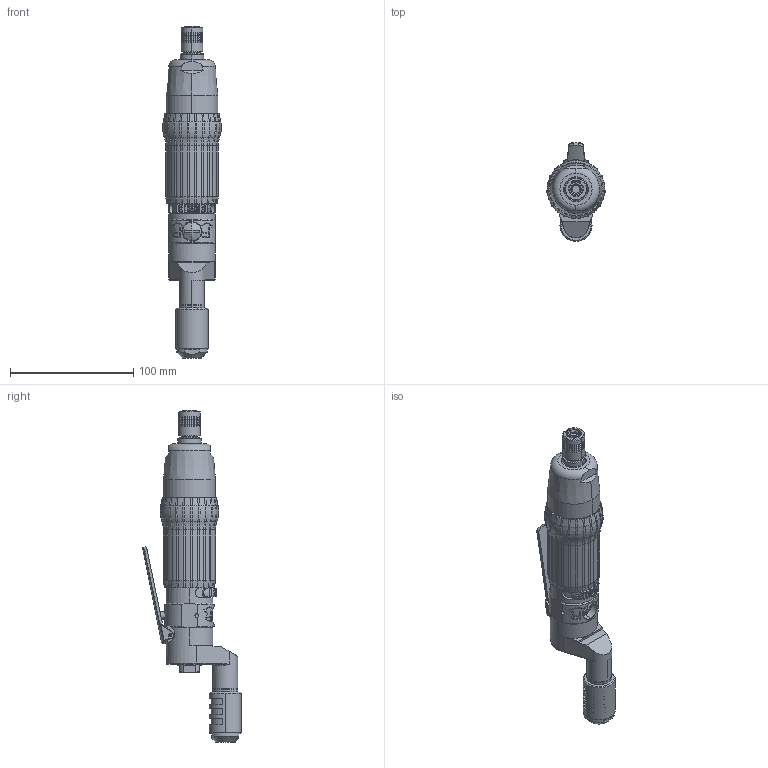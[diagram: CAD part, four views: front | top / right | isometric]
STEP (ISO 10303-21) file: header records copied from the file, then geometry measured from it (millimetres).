
FILE_DESCRIPTION((''),'2;1');
FILE_NAME('EXT_COMP_SW0010','2021-07-15T23:37:50',('INEdipo'),(''),'CREO PARAMETRIC BY PTC INC, 2020281','CREO PARAMETRIC BY PTC INC, 2020281','');
FILE_SCHEMA(('CONFIG_CONTROL_DESIGN'));
Length unit declared in the file: inch
Products named in the file (1): EXT_COMP_SW0010
Bounding box: 47.49 x 79.96 x 269 mm (x, y, z)
Volume: 262255.9 mm3; surface area: 61390.7 mm2
Topology: 2 solids, 3 shells, 893 faces, 2242 edges, 1370 vertices
Faces by surface type: cylinder 334, plane 213, torus 147, cone 117, bspline 72, sphere 10
Entity records: 32015 total; most frequent: CARTESIAN_POINT 11426, ORIENTED_EDGE 4468, DIRECTION 4189, EDGE_CURVE 2234, AXIS2_PLACEMENT_3D 1762, VERTEX_POINT 1370, CIRCLE 940, EDGE_LOOP 936
